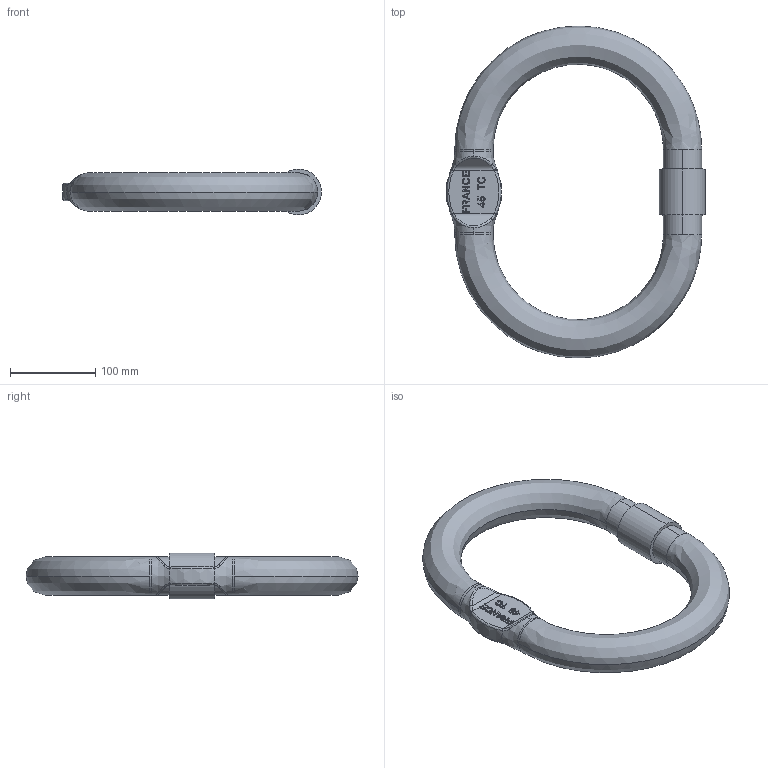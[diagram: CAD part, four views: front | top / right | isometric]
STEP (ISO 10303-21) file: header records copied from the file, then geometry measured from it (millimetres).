
FILE_DESCRIPTION(('STEP AP214'),'1');
FILE_NAME('ms45j.stp','2018-02-28T09:11:13',('TraceParts'),('TraceParts S.A.'),'Spatial InterOp 3D',' ',' ');
FILE_SCHEMA(('automotive_design'));
Length unit declared in the file: millimetre
Products named in the file (1): ms45j
Bounding box: 304.11 x 389.99 x 54 mm (x, y, z)
Volume: 1559033.5 mm3; surface area: 142563.1 mm2
Topology: 1 solids, 1 shells, 327 faces, 860 edges, 564 vertices
Faces by surface type: plane 190, bspline 117, cylinder 20
Entity records: 19123 total; most frequent: CARTESIAN_POINT 9185, ORIENTED_EDGE 1720, DIRECTION 1120, EDGE_CURVE 860, VERTEX_POINT 564, LINE 562, VECTOR 562, EDGE_LOOP 358
